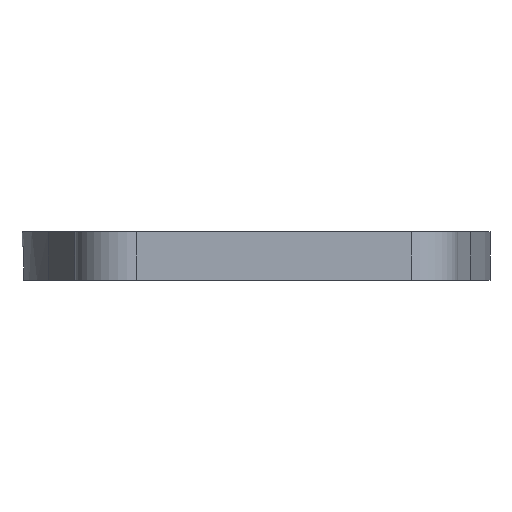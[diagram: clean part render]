
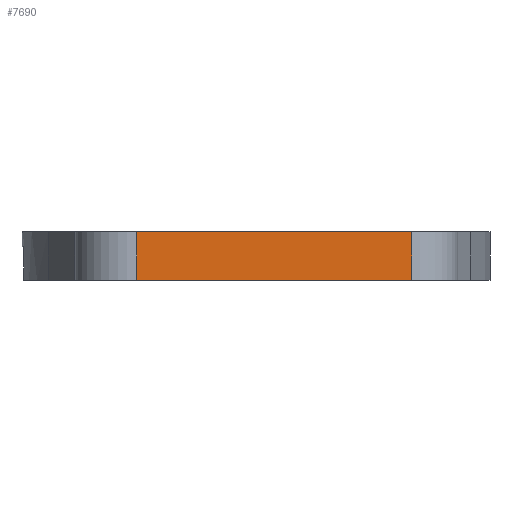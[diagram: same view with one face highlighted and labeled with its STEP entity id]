
A CAD part, left-side view. The second image highlights one B-rep face of the part: STEP entity #7690.
In plain terms, the highlighted planar face has unit normal (-1, 0, 0).
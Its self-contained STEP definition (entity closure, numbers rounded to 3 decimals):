
#310=PLANE('',#8391);
#686=FACE_OUTER_BOUND('',#1148,.T.);
#1148=EDGE_LOOP('',(#7115,#7116,#7117,#7118));
#1171=LINE('',#10652,#1967);
#1229=LINE('',#10784,#2025);
#1945=LINE('',#12817,#2741);
#1946=LINE('',#12819,#2742);
#1967=VECTOR('',#8456,10.);
#2025=VECTOR('',#8532,10.);
#2741=VECTOR('',#10566,10.);
#2742=VECTOR('',#10569,10.);
#3090=VERTEX_POINT('',#10649);
#3091=VERTEX_POINT('',#10651);
#3155=VERTEX_POINT('',#10781);
#3156=VERTEX_POINT('',#10783);
#3838=EDGE_CURVE('',#3090,#3091,#1171,.T.);
#3903=EDGE_CURVE('',#3156,#3155,#1229,.T.);
#4921=EDGE_CURVE('',#3155,#3091,#1945,.T.);
#4922=EDGE_CURVE('',#3156,#3090,#1946,.T.);
#7115=ORIENTED_EDGE('',*,*,#3903,.T.);
#7116=ORIENTED_EDGE('',*,*,#4921,.T.);
#7117=ORIENTED_EDGE('',*,*,#3838,.F.);
#7118=ORIENTED_EDGE('',*,*,#4922,.F.);
#7690=ADVANCED_FACE('',(#686),#310,.T.);
#8391=AXIS2_PLACEMENT_3D('',#12818,#10567,#10568);
#8456=DIRECTION('',(0.,-1.,0.));
#8532=DIRECTION('',(0.,-1.,0.));
#10566=DIRECTION('',(0.,0.,1.));
#10567=DIRECTION('center_axis',(-1.,0.,
0.));
#10568=DIRECTION('ref_axis',(0.,-1.,0.));
#10569=DIRECTION('',(0.,0.,1.));
#10649=CARTESIAN_POINT('',(10.055,-55.394,13.));
#10651=CARTESIAN_POINT('',(10.056,-129.369,13.));
#10652=CARTESIAN_POINT('',(10.055,-55.394,13.));
#10781=CARTESIAN_POINT('',(10.056,-129.369,0.));
#10783=CARTESIAN_POINT('',(10.055,-55.394,0.));
#10784=CARTESIAN_POINT('',(10.055,-55.394,0.));
#12817=CARTESIAN_POINT('',(10.056,-129.369,0.));
#12818=CARTESIAN_POINT('Origin',(10.055,-113.604,0.));
#12819=CARTESIAN_POINT('',(10.055,-55.394,0.));
